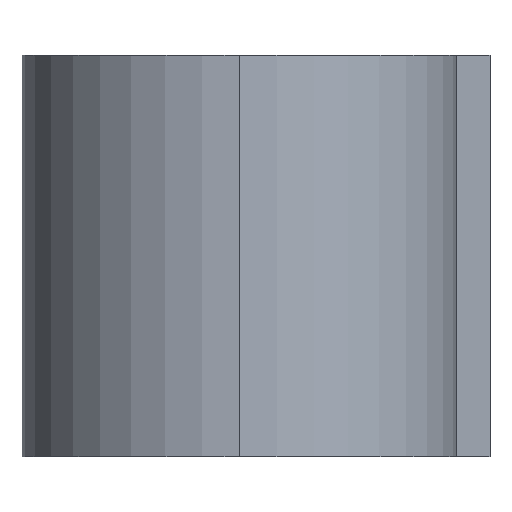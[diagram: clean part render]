
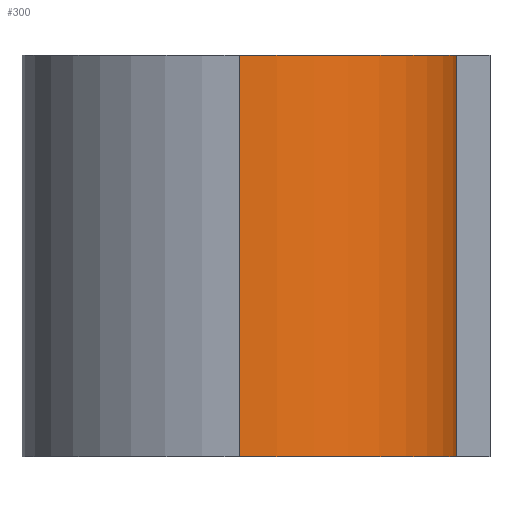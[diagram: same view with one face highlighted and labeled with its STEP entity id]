
A CAD part, left-side view. The second image highlights one B-rep face of the part: STEP entity #300.
In plain terms, the highlighted cylindrical face has radius 6.5 mm (diameter 13 mm), a partial arc.
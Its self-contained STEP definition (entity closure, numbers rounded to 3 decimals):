
#26 = CIRCLE ( 'NONE', #557, 6.5 ) ;
#35 = CARTESIAN_POINT ( 'NONE',  ( 0., 6., -6. ) ) ;
#36 = FACE_OUTER_BOUND ( 'NONE', #130, .T. ) ;
#67 = LINE ( 'NONE', #860, #545 ) ;
#100 = ORIENTED_EDGE ( 'NONE', *, *, #622, .T. ) ;
#103 = ORIENTED_EDGE ( 'NONE', *, *, #108, .T. ) ;
#108 = EDGE_CURVE ( 'NONE', #736, #425, #279, .T. ) ;
#118 = AXIS2_PLACEMENT_3D ( 'NONE', #316, #166, #841 ) ;
#120 = CARTESIAN_POINT ( 'NONE',  ( -6.5, 6., 6. ) ) ;
#130 = EDGE_LOOP ( 'NONE', ( #636, #103, #100, #723 ) ) ;
#160 = DIRECTION ( 'NONE',  ( 0., 0., 1. ) ) ;
#166 = DIRECTION ( 'NONE',  ( 0., 0., -1. ) ) ;
#211 = VERTEX_POINT ( 'NONE', #293 ) ;
#244 = CARTESIAN_POINT ( 'NONE',  ( 0., -0.5, 6. ) ) ;
#252 = DIRECTION ( 'NONE',  ( 0., 0., -1. ) ) ;
#272 = DIRECTION ( 'NONE',  ( 0., 0., 1. ) ) ;
#279 = LINE ( 'NONE', #814, #693 ) ;
#292 = DIRECTION ( 'NONE',  ( -1., 0., 0. ) ) ;
#293 = CARTESIAN_POINT ( 'NONE',  ( 0., -0.5, -6. ) ) ;
#300 = ADVANCED_FACE ( 'NONE', ( #36 ), #434, .T. ) ;
#316 = CARTESIAN_POINT ( 'NONE',  ( 0., 6., 6. ) ) ;
#385 = CARTESIAN_POINT ( 'NONE',  ( -6.5, 6., -6. ) ) ;
#425 = VERTEX_POINT ( 'NONE', #385 ) ;
#434 = CYLINDRICAL_SURFACE ( 'NONE', #118, 6.5 ) ;
#458 = EDGE_CURVE ( 'NONE', #758, #211, #67, .T. ) ;
#484 = CARTESIAN_POINT ( 'NONE',  ( 0., 6., 6. ) ) ;
#488 = DIRECTION ( 'NONE',  ( 0., 0., -1. ) ) ;
#545 = VECTOR ( 'NONE', #252, 1000. ) ;
#557 = AXIS2_PLACEMENT_3D ( 'NONE', #484, #272, #794 ) ;
#563 = CIRCLE ( 'NONE', #824, 6.5 ) ;
#622 = EDGE_CURVE ( 'NONE', #425, #211, #563, .T. ) ;
#636 = ORIENTED_EDGE ( 'NONE', *, *, #834, .F. ) ;
#693 = VECTOR ( 'NONE', #488, 1000. ) ;
#723 = ORIENTED_EDGE ( 'NONE', *, *, #458, .F. ) ;
#736 = VERTEX_POINT ( 'NONE', #120 ) ;
#758 = VERTEX_POINT ( 'NONE', #244 ) ;
#794 = DIRECTION ( 'NONE',  ( -1., 0., 0. ) ) ;
#814 = CARTESIAN_POINT ( 'NONE',  ( -6.5, 6., 6. ) ) ;
#824 = AXIS2_PLACEMENT_3D ( 'NONE', #35, #160, #292 ) ;
#834 = EDGE_CURVE ( 'NONE', #736, #758, #26, .T. ) ;
#841 = DIRECTION ( 'NONE',  ( -1., 0., 0. ) ) ;
#860 = CARTESIAN_POINT ( 'NONE',  ( 0., -0.5, 6. ) ) ;
